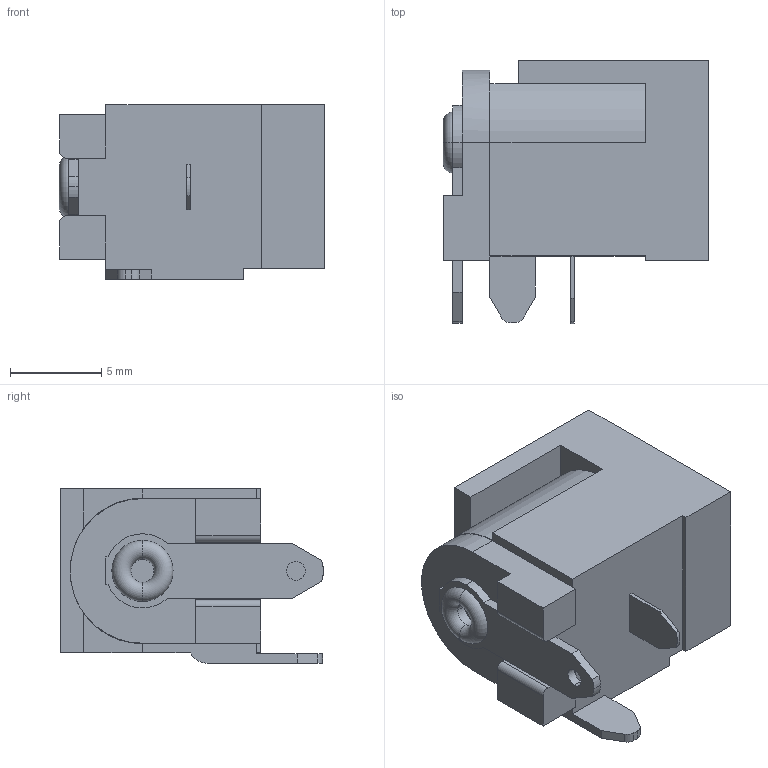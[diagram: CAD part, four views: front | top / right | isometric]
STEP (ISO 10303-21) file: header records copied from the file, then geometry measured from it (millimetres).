
FILE_DESCRIPTION (( 'STEP AP203' ), '1' );
FILE_NAME ('DC Barrel Jack.STEP', '2017-03-21T18:46:47', ( 'Alex' ), ( '' ), 'SwSTEP 2.0', 'SolidWorks 2016', '' );
FILE_SCHEMA (( 'CONFIG_CONTROL_DESIGN' ));
Length unit declared in the file: millimetre
Products named in the file (1): DC Barrel Jack
Bounding box: 14.54 x 14.42 x 9.55 mm (x, y, z)
Volume: 1013.7 mm3; surface area: 1165.6 mm2
Topology: 1 solids, 1 shells, 105 faces, 280 edges, 182 vertices
Faces by surface type: plane 68, cylinder 29, torus 4, cone 2, bspline 2
Entity records: 3432 total; most frequent: CARTESIAN_POINT 720, ORIENTED_EDGE 560, DIRECTION 536, EDGE_CURVE 280, LINE 188, VECTOR 188, VERTEX_POINT 182, AXIS2_PLACEMENT_3D 174
